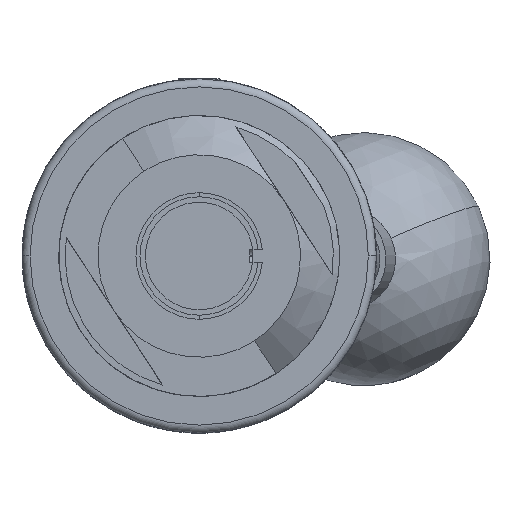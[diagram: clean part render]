
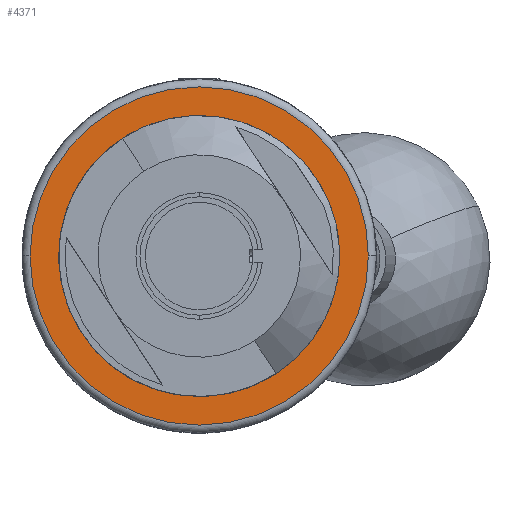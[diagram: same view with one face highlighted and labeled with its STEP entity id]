
A CAD part, left-side view. The second image highlights one B-rep face of the part: STEP entity #4371.
In plain terms, the highlighted planar face has unit normal (-1, 0, 0).
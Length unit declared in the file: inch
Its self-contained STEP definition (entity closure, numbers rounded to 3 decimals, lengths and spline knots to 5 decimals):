
#534 = DIRECTION ( 'NONE',  ( -1., 0., 0. ) ) ;
#597 = CARTESIAN_POINT ( 'NONE',  ( -2.912, 0., 0. ) ) ;
#774 = AXIS2_PLACEMENT_3D ( 'NONE', #5722, #534, #4753 ) ;
#822 = VERTEX_POINT ( 'NONE', #7663 ) ;
#920 = VERTEX_POINT ( 'NONE', #1955 ) ;
#972 = CIRCLE ( 'NONE', #10035, 0.835 ) ;
#1711 = DIRECTION ( 'NONE',  ( 1., 0., 0. ) ) ;
#1955 = CARTESIAN_POINT ( 'NONE',  ( -2.912, -0.835, 0. ) ) ;
#2167 = ORIENTED_EDGE ( 'NONE', *, *, #12770, .F. ) ;
#2321 = FACE_BOUND ( 'NONE', #4998, .T. ) ;
#3115 = DIRECTION ( 'NONE',  ( 0., -1., 0. ) ) ;
#3217 = FACE_OUTER_BOUND ( 'NONE', #6476, .T. ) ;
#4258 = DIRECTION ( 'NONE',  ( -1., 0., 0. ) ) ;
#4371 = ADVANCED_FACE ( 'NONE', ( #3217, #2321 ), #6582, .F. ) ;
#4753 = DIRECTION ( 'NONE',  ( 0., -1., 0. ) ) ;
#4863 = VERTEX_POINT ( 'NONE', #11400 ) ;
#4983 = CARTESIAN_POINT ( 'NONE',  ( -2.912, 0., 0.438 ) ) ;
#4998 = EDGE_LOOP ( 'NONE', ( #8074, #2167 ) ) ;
#5490 = AXIS2_PLACEMENT_3D ( 'NONE', #7549, #4258, #7682 ) ;
#5722 = CARTESIAN_POINT ( 'NONE',  ( -2.912, 0., 0. ) ) ;
#5790 = DIRECTION ( 'NONE',  ( -1., 0., 0. ) ) ;
#5883 = CARTESIAN_POINT ( 'NONE',  ( -2.912, -0.875, 0. ) ) ;
#6402 = DIRECTION ( 'NONE',  ( -1., 0., 0. ) ) ;
#6476 = EDGE_LOOP ( 'NONE', ( #8454, #7861 ) ) ;
#6582 = PLANE ( 'NONE',  #13319 ) ;
#7063 = CARTESIAN_POINT ( 'NONE',  ( -2.912, 0., 0. ) ) ;
#7094 = EDGE_CURVE ( 'NONE', #920, #4863, #972, .T. ) ;
#7549 = CARTESIAN_POINT ( 'NONE',  ( -2.912, 0., 0. ) ) ;
#7663 = CARTESIAN_POINT ( 'NONE',  ( -2.912, 0., -0.438 ) ) ;
#7682 = DIRECTION ( 'NONE',  ( 0., -1., 0. ) ) ;
#7708 = EDGE_CURVE ( 'NONE', #4863, #920, #11210, .T. ) ;
#7766 = CIRCLE ( 'NONE', #10429, 0.438 ) ;
#7861 = ORIENTED_EDGE ( 'NONE', *, *, #7708, .T. ) ;
#8074 = ORIENTED_EDGE ( 'NONE', *, *, #11219, .F. ) ;
#8454 = ORIENTED_EDGE ( 'NONE', *, *, #7094, .T. ) ;
#8848 = DIRECTION ( 'NONE',  ( 0., -1., 0. ) ) ;
#10035 = AXIS2_PLACEMENT_3D ( 'NONE', #7063, #6402, #3115 ) ;
#10429 = AXIS2_PLACEMENT_3D ( 'NONE', #597, #5790, #8848 ) ;
#11033 = DIRECTION ( 'NONE',  ( 0., -1., 0. ) ) ;
#11210 = CIRCLE ( 'NONE', #774, 0.835 ) ;
#11219 = EDGE_CURVE ( 'NONE', #13521, #822, #7766, .T. ) ;
#11330 = CIRCLE ( 'NONE', #5490, 0.438 ) ;
#11400 = CARTESIAN_POINT ( 'NONE',  ( -2.912, 0.835, 0. ) ) ;
#12770 = EDGE_CURVE ( 'NONE', #822, #13521, #11330, .T. ) ;
#13319 = AXIS2_PLACEMENT_3D ( 'NONE', #5883, #1711, #11033 ) ;
#13521 = VERTEX_POINT ( 'NONE', #4983 ) ;
